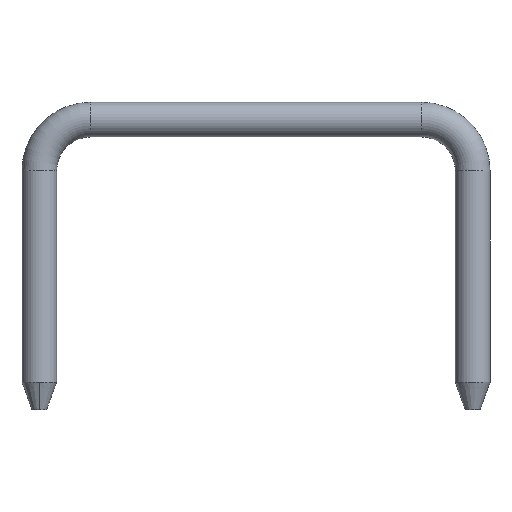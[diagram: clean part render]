
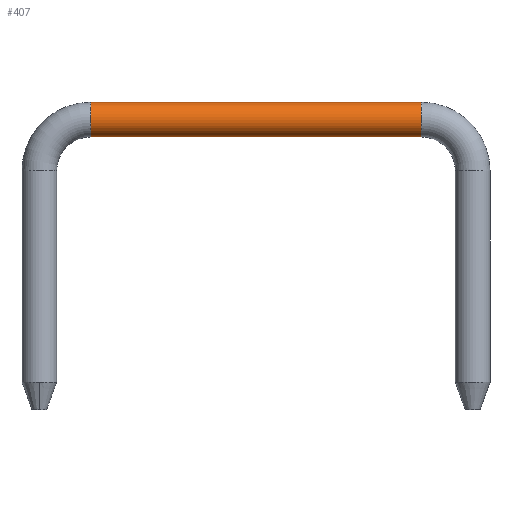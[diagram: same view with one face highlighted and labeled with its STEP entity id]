
A CAD part, top view. The second image highlights one B-rep face of the part: STEP entity #407.
In plain terms, the highlighted cylindrical face has radius 0.507 mm (diameter 1.015 mm), a partial arc.
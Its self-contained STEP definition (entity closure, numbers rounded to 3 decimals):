
#117=CARTESIAN_POINT('',(1.5,8.5,0.));
#118=DIRECTION('',(1.,0.,0.));
#119=DIRECTION('',(0.,1.,0.));
#120=AXIS2_PLACEMENT_3D('',#117,#118,#119);
#125=DIRECTION('',(1.,0.,0.));
#126=VECTOR('',#125,9.7);
#127=CARTESIAN_POINT('',(1.5,9.008,0.));
#128=LINE('',#127,#126);
#140=DIRECTION('',(1.,0.,0.));
#141=VECTOR('',#140,9.7);
#142=CARTESIAN_POINT('',(1.5,7.993,0.));
#143=LINE('',#142,#141);
#163=CARTESIAN_POINT('',(11.2,8.5,0.));
#164=DIRECTION('',(1.,0.,0.));
#165=DIRECTION('',(0.,1.,0.));
#166=AXIS2_PLACEMENT_3D('',#163,#164,#165);
#259=CARTESIAN_POINT('',(1.5,9.008,0.));
#260=CARTESIAN_POINT('',(1.5,7.993,0.));
#261=VERTEX_POINT('',#259);
#262=VERTEX_POINT('',#260);
#263=CARTESIAN_POINT('',(11.2,9.008,0.));
#264=CARTESIAN_POINT('',(11.2,7.993,0.));
#265=VERTEX_POINT('',#263);
#266=VERTEX_POINT('',#264);
#393=CARTESIAN_POINT('',(1.5,8.5,0.));
#394=DIRECTION('',(1.,0.,0.));
#395=DIRECTION('',(0.,1.,0.));
#396=AXIS2_PLACEMENT_3D('',#393,#394,#395);
#397=CYLINDRICAL_SURFACE('',#396,0.508);
#398=ORIENTED_EDGE('',*,*,#387,.F.);
#400=ORIENTED_EDGE('',*,*,#399,.T.);
#402=ORIENTED_EDGE('',*,*,#401,.T.);
#404=ORIENTED_EDGE('',*,*,#403,.F.);
#405=EDGE_LOOP('',(#398,#400,#402,#404));
#406=FACE_OUTER_BOUND('',#405,.F.);
#407=ADVANCED_FACE('',(#406),#397,.T.);
#121=CIRCLE('',#120,0.508);
#167=CIRCLE('',#166,0.508);
#387=EDGE_CURVE('',#261,#262,#121,.T.);
#399=EDGE_CURVE('',#261,#265,#128,.T.);
#401=EDGE_CURVE('',#265,#266,#167,.T.);
#403=EDGE_CURVE('',#262,#266,#143,.T.);
